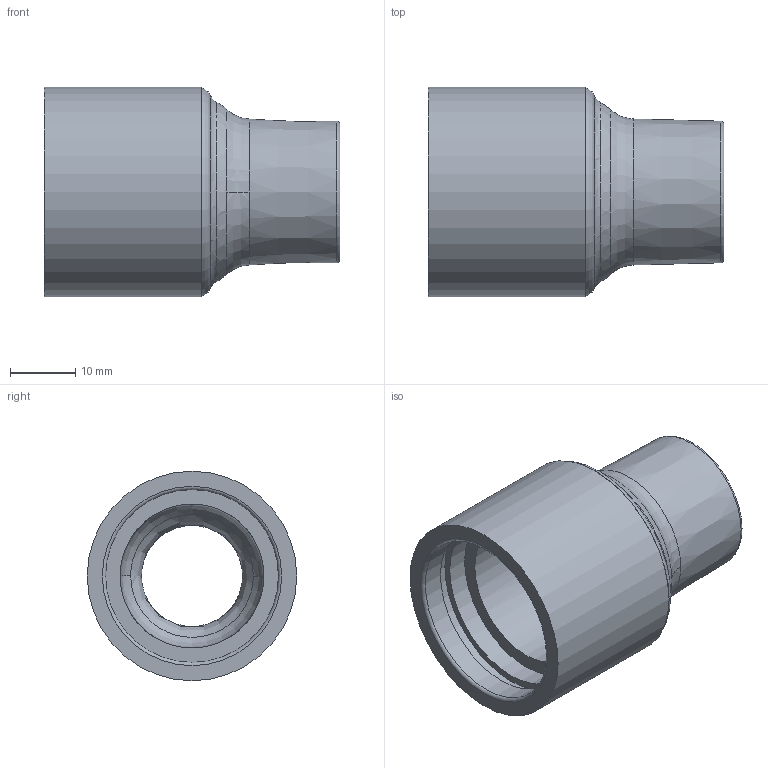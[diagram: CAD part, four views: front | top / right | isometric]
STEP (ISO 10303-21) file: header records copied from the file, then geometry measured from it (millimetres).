
FILE_DESCRIPTION(/* description */ (''),/* implementation_level */ '2;1');
FILE_NAME(/* name */ 'P-TET-0000032-0 v4.step',/* time_stamp */ '2020-08-31T12:51:51-04:00',/* author */ (''),/* organization */ (''),/* preprocessor_version */ 'ST-DEVELOPER v18.1',/* originating_system */ 'Autodesk Translation Framework v9.3.0.1241',/* authorisation */ '');
FILE_SCHEMA (('AUTOMOTIVE_DESIGN { 1 0 10303 214 3 1 1 }'));
Length unit declared in the file: millimetre
Products named in the file (1): P-TET-000006-0
Bounding box: 45.21 x 32 x 32 mm (x, y, z)
Volume: 13329.7 mm3; surface area: 7798.8 mm2
Topology: 1 solids, 1 shells, 26 faces, 56 edges, 36 vertices
Faces by surface type: bspline 6, cylinder 6, plane 6, torus 5, cone 3
Full cylindrical faces by diameter (mm): 15.468 x1, 22 x1, 26.4 x2, 28.5 x1, 32 x1
Entity records: 1175 total; most frequent: CARTESIAN_POINT 581, DIRECTION 113, ORIENTED_EDGE 112, EDGE_CURVE 56, AXIS2_PLACEMENT_3D 52, VERTEX_POINT 36, EDGE_LOOP 32, CIRCLE 31
